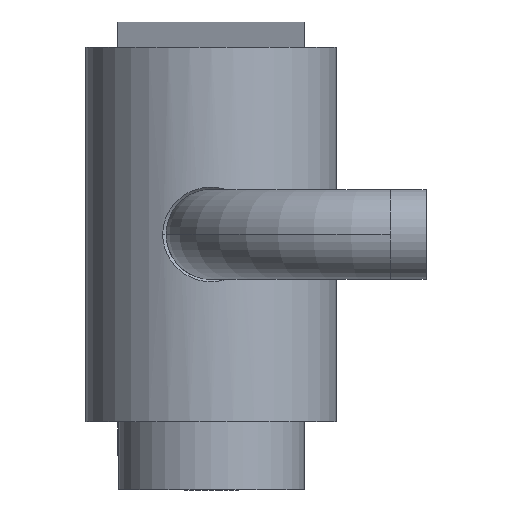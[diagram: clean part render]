
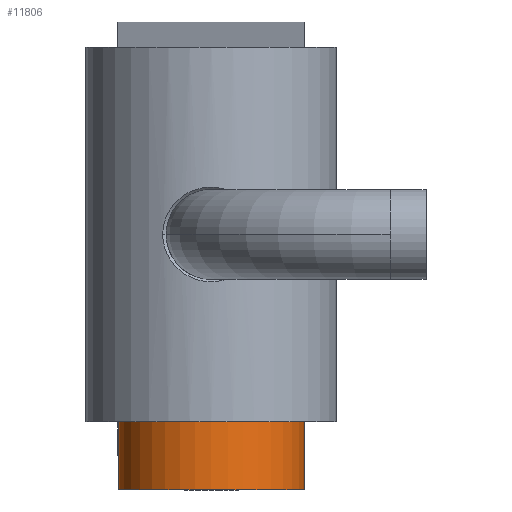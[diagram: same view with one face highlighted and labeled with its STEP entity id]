
A CAD part, left-side view. The second image highlights one B-rep face of the part: STEP entity #11806.
In plain terms, the highlighted cylindrical face has radius 5.2 mm (diameter 10.4 mm), a partial arc.
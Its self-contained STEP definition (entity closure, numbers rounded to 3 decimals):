
#219 = DIRECTION ( 'NONE',  ( 1., 0., 0. ) ) ;
#1914 = CYLINDRICAL_SURFACE ( 'NONE', #20463, 5.2 ) ;
#2461 = LINE ( 'NONE', #4346, #4812 ) ;
#2662 = CARTESIAN_POINT ( 'NONE',  ( -28.058, 5.17, -14.252 ) ) ;
#3117 = EDGE_CURVE ( 'NONE', #7943, #11583, #16446, .T. ) ;
#3509 = EDGE_CURVE ( 'NONE', #11583, #17302, #18525, .T. ) ;
#3528 = CARTESIAN_POINT ( 'NONE',  ( -28.058, -0.03, -14.252 ) ) ;
#4346 = CARTESIAN_POINT ( 'NONE',  ( -28.058, -5.23, -14.252 ) ) ;
#4812 = VECTOR ( 'NONE', #7681, 1000. ) ;
#4815 = ORIENTED_EDGE ( 'NONE', *, *, #3117, .T. ) ;
#5003 = DIRECTION ( 'NONE',  ( 0., 0., -1. ) ) ;
#5272 = DIRECTION ( 'NONE',  ( 1., 0., 0. ) ) ;
#6066 = ORIENTED_EDGE ( 'NONE', *, *, #3509, .T. ) ;
#6796 = DIRECTION ( 'NONE',  ( 0., 0., -1. ) ) ;
#7681 = DIRECTION ( 'NONE',  ( 0., 0., 1. ) ) ;
#7795 = CARTESIAN_POINT ( 'NONE',  ( -28.058, -5.23, -10.448 ) ) ;
#7904 = EDGE_LOOP ( 'NONE', ( #18615, #4815, #6066, #9912 ) ) ;
#7943 = VERTEX_POINT ( 'NONE', #11736 ) ;
#9172 = EDGE_CURVE ( 'NONE', #10978, #7943, #10051, .T. ) ;
#9912 = ORIENTED_EDGE ( 'NONE', *, *, #11602, .T. ) ;
#10051 = CIRCLE ( 'NONE', #13475, 5.2 ) ;
#10124 = DIRECTION ( 'NONE',  ( 0., 0., 1. ) ) ;
#10280 = CARTESIAN_POINT ( 'NONE',  ( -28.058, -0.03, -14.252 ) ) ;
#10978 = VERTEX_POINT ( 'NONE', #7795 ) ;
#11583 = VERTEX_POINT ( 'NONE', #2662 ) ;
#11595 = AXIS2_PLACEMENT_3D ( 'NONE', #3528, #10124, #21576 ) ;
#11602 = EDGE_CURVE ( 'NONE', #17302, #10978, #2461, .T. ) ;
#11736 = CARTESIAN_POINT ( 'NONE',  ( -28.058, 5.17, -10.448 ) ) ;
#11806 = ADVANCED_FACE ( 'NONE', ( #18576 ), #1914, .T. ) ;
#13475 = AXIS2_PLACEMENT_3D ( 'NONE', #16752, #6796, #219 ) ;
#15275 = CARTESIAN_POINT ( 'NONE',  ( -28.058, -5.23, -14.252 ) ) ;
#16446 = LINE ( 'NONE', #18083, #17496 ) ;
#16586 = DIRECTION ( 'NONE',  ( 0., 0., 1. ) ) ;
#16752 = CARTESIAN_POINT ( 'NONE',  ( -28.058, -0.03, -10.448 ) ) ;
#17302 = VERTEX_POINT ( 'NONE', #15275 ) ;
#17496 = VECTOR ( 'NONE', #5003, 1000. ) ;
#18083 = CARTESIAN_POINT ( 'NONE',  ( -28.058, 5.17, -14.252 ) ) ;
#18525 = CIRCLE ( 'NONE', #11595, 5.2 ) ;
#18576 = FACE_OUTER_BOUND ( 'NONE', #7904, .T. ) ;
#18615 = ORIENTED_EDGE ( 'NONE', *, *, #9172, .T. ) ;
#20463 = AXIS2_PLACEMENT_3D ( 'NONE', #10280, #16586, #5272 ) ;
#21576 = DIRECTION ( 'NONE',  ( 1., 0., 0. ) ) ;
